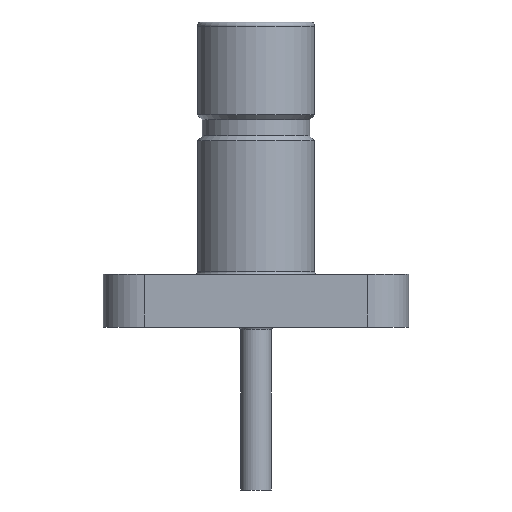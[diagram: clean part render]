
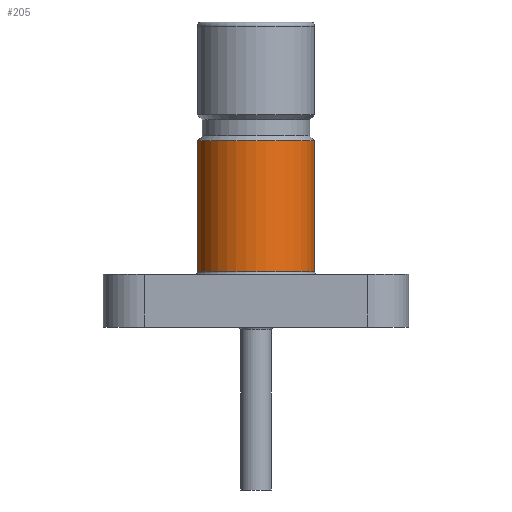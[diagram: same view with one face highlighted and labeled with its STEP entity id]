
A CAD part, front view. The second image highlights one B-rep face of the part: STEP entity #205.
In plain terms, the highlighted cylindrical face has radius 1.829 mm (diameter 3.658 mm), a partial arc.
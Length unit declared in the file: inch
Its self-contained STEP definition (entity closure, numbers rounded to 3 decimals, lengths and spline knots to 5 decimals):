
#25 = CIRCLE ( 'NONE', #826, 0.072 ) ;
#105 = EDGE_CURVE ( 'NONE', #1167, #615, #25, .T. ) ;
#109 = CARTESIAN_POINT ( 'NONE',  ( -0.072, 0., 0.375 ) ) ;
#188 = CARTESIAN_POINT ( 'NONE',  ( -0.072, 0., 0.068 ) ) ;
#190 = DIRECTION ( 'NONE',  ( -1., 0., 0. ) ) ;
#205 = ADVANCED_FACE ( 'NONE', ( #1390 ), #1635, .T. ) ;
#370 = VERTEX_POINT ( 'NONE', #649 ) ;
#379 = DIRECTION ( 'NONE',  ( 0., 0., -1. ) ) ;
#380 = VECTOR ( 'NONE', #379, 39.37008 ) ;
#396 = AXIS2_PLACEMENT_3D ( 'NONE', #1216, #1595, #566 ) ;
#438 = DIRECTION ( 'NONE',  ( 0., 0., -1. ) ) ;
#566 = DIRECTION ( 'NONE',  ( 1., 0., 0. ) ) ;
#599 = VERTEX_POINT ( 'NONE', #1198 ) ;
#615 = VERTEX_POINT ( 'NONE', #948 ) ;
#649 = CARTESIAN_POINT ( 'NONE',  ( 0.072, 0., 0.229 ) ) ;
#692 = AXIS2_PLACEMENT_3D ( 'NONE', #1689, #882, #889 ) ;
#826 = AXIS2_PLACEMENT_3D ( 'NONE', #1123, #1261, #190 ) ;
#882 = DIRECTION ( 'NONE',  ( 0., 0., -1. ) ) ;
#889 = DIRECTION ( 'NONE',  ( -1., 0., 0. ) ) ;
#948 = CARTESIAN_POINT ( 'NONE',  ( 0.072, 0., 0.068 ) ) ;
#950 = CIRCLE ( 'NONE', #396, 0.072 ) ;
#954 = ORIENTED_EDGE ( 'NONE', *, *, #105, .T. ) ;
#1103 = VECTOR ( 'NONE', #438, 39.37008 ) ;
#1123 = CARTESIAN_POINT ( 'NONE',  ( 0., 0., 0.068 ) ) ;
#1151 = LINE ( 'NONE', #109, #380 ) ;
#1167 = VERTEX_POINT ( 'NONE', #188 ) ;
#1198 = CARTESIAN_POINT ( 'NONE',  ( -0.072, 0., 0.229 ) ) ;
#1207 = ORIENTED_EDGE ( 'NONE', *, *, #1716, .T. ) ;
#1216 = CARTESIAN_POINT ( 'NONE',  ( 0., 0., 0.229 ) ) ;
#1231 = CARTESIAN_POINT ( 'NONE',  ( 0.072, 0., 0.375 ) ) ;
#1242 = EDGE_CURVE ( 'NONE', #370, #615, #1439, .T. ) ;
#1261 = DIRECTION ( 'NONE',  ( 0., 0., 1. ) ) ;
#1390 = FACE_OUTER_BOUND ( 'NONE', #1530, .T. ) ;
#1439 = LINE ( 'NONE', #1231, #1103 ) ;
#1447 = ORIENTED_EDGE ( 'NONE', *, *, #1584, .T. ) ;
#1530 = EDGE_LOOP ( 'NONE', ( #1642, #1207, #1447, #954 ) ) ;
#1584 = EDGE_CURVE ( 'NONE', #599, #1167, #1151, .T. ) ;
#1595 = DIRECTION ( 'NONE',  ( 0., 0., -1. ) ) ;
#1635 = CYLINDRICAL_SURFACE ( 'NONE', #692, 0.072 ) ;
#1642 = ORIENTED_EDGE ( 'NONE', *, *, #1242, .F. ) ;
#1689 = CARTESIAN_POINT ( 'NONE',  ( 0., 0., 0.375 ) ) ;
#1716 = EDGE_CURVE ( 'NONE', #370, #599, #950, .T. ) ;
